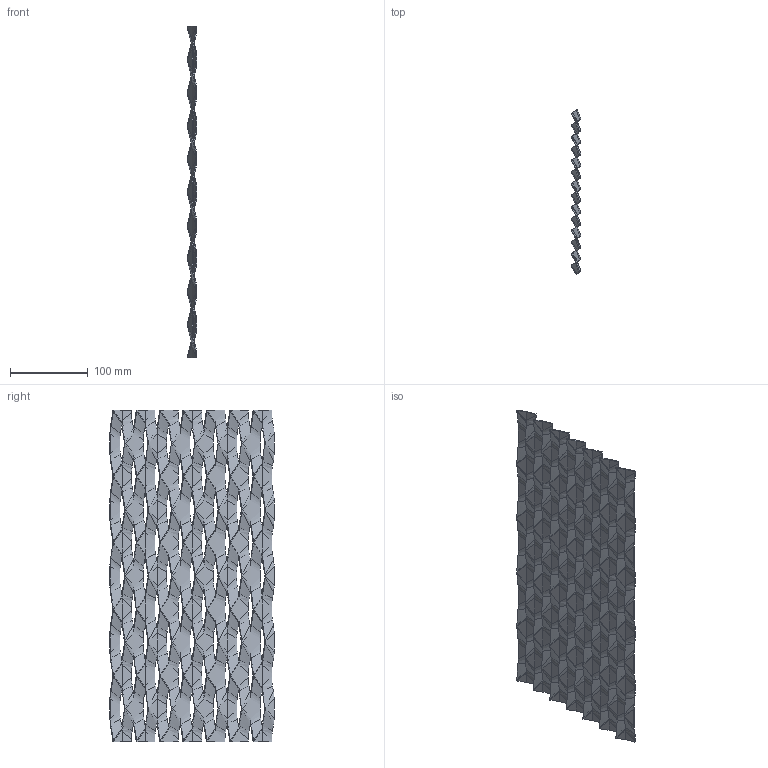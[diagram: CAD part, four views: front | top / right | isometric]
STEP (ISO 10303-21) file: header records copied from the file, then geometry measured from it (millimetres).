
FILE_DESCRIPTION(/* description */ (''),/* implementation_level */ '2;1');
FILE_NAME(/* name */ 'TR 85x30x13x1,5 Communication.stp',/* time_stamp */ '2020-10-30T11:08:37+01:00',/* author */ ('martin.kocian'),/* organization */ (''),/* preprocessor_version */ 'ST-DEVELOPER v18.1',/* originating_system */ 'Autodesk Inventor 2021',/* authorisation */ '');
FILE_SCHEMA (('AUTOMOTIVE_DESIGN { 1 0 10303 214 3 1 1 }'));
Products named in the file (1): TR 85x30x13x1,5 Communication
Bounding box: 12.6 x 210.66 x 425 mm (x, y, z)
Volume: 116990.1 mm3; surface area: 173730.7 mm2
Topology: 1 solids, 1 shells, 2006 faces, 6326 edges, 4134 vertices
Faces by surface type: bspline 1190, plane 816
Entity records: 101229 total; most frequent: CARTESIAN_POINT 57951, ORIENTED_EDGE 12512, EDGE_CURVE 6256, B_SPLINE_CURVE_WITH_KNOTS 4456, VERTEX_POINT 4134, DIRECTION 3434, FACE_OUTER_BOUND 2006, EDGE_LOOP 2006
